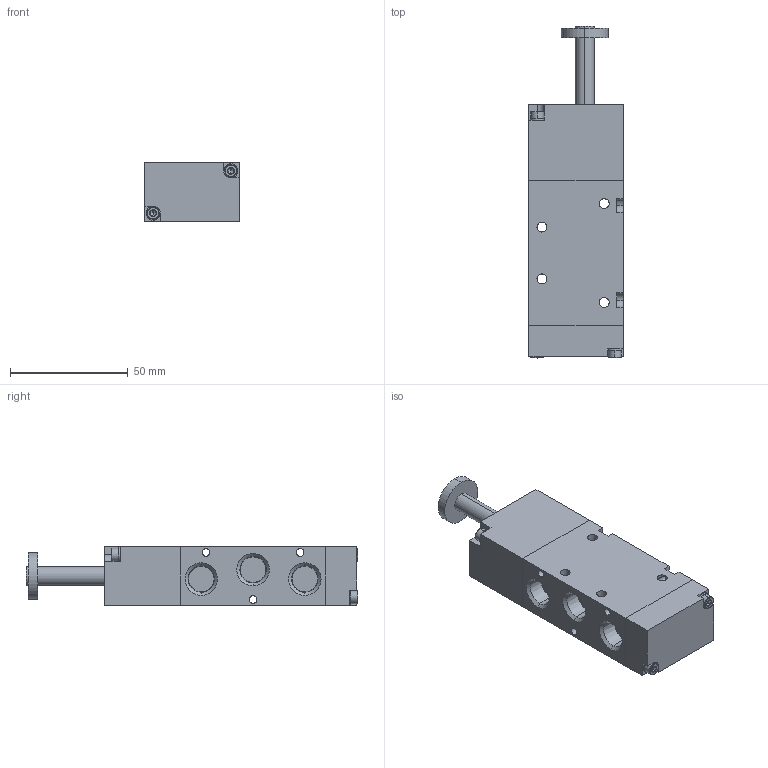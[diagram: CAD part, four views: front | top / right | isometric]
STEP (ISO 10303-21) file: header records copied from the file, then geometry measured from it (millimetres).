
FILE_DESCRIPTION (( 'STEP AP203' ), '1' );
FILE_NAME ('7020021100U.STEP', '2024-05-06T11:07:13', ( '' ), ( '' ), 'SwSTEP 2.0', 'SolidWorks 2023', '' );
FILE_SCHEMA (( 'CONFIG_CONTROL_DESIGN' ));
Length unit declared in the file: inch
Products named in the file (1): 7020021100U
Bounding box: 40 x 141.1 x 25 mm (x, y, z)
Volume: 103087.4 mm3; surface area: 26140 mm2
Topology: 11 solids, 11 shells, 270 faces, 616 edges, 376 vertices
Faces by surface type: plane 121, cylinder 71, cone 54, bspline 24
Entity records: 8373 total; most frequent: CARTESIAN_POINT 2239, DIRECTION 1292, ORIENTED_EDGE 1216, EDGE_CURVE 608, AXIS2_PLACEMENT_3D 493, VERTEX_POINT 376, EDGE_LOOP 312, VECTOR 306
